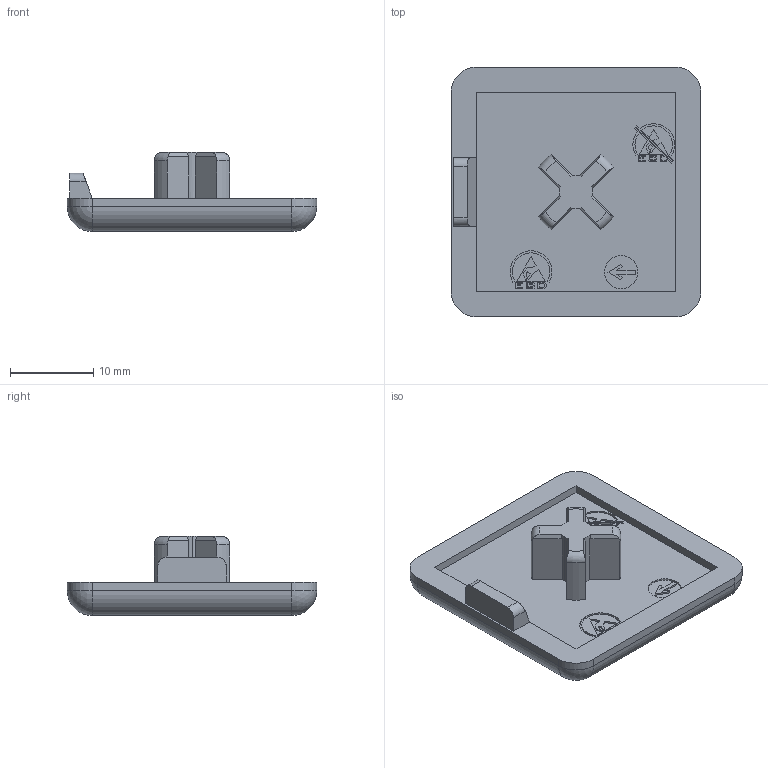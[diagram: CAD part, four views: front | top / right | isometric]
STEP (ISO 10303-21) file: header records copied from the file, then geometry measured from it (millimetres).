
FILE_DESCRIPTION(('STEP AP203'),'1');
FILE_NAME('fath_091252.stp','2021-11-24T10:48:23',('TraceParts'),('TraceParts S.A.'),'Spatial InterOp 3D',' ',' ');
FILE_SCHEMA(('CONFIG_CONTROL_DESIGN'));
Length unit declared in the file: millimetre
Products named in the file (1): 1
Bounding box: 30 x 30 x 9.5 mm (x, y, z)
Volume: 3103.5 mm3; surface area: 2527.7 mm2
Topology: 1 solids, 1 shells, 290 faces, 806 edges, 530 vertices
Faces by surface type: plane 242, cylinder 36, sphere 4, torus 4, bspline 4
Entity records: 9224 total; most frequent: CARTESIAN_POINT 1785, ORIENTED_EDGE 1604, DIRECTION 1416, EDGE_CURVE 802, LINE 694, VECTOR 694, VERTEX_POINT 530, AXIS2_PLACEMENT_3D 361
